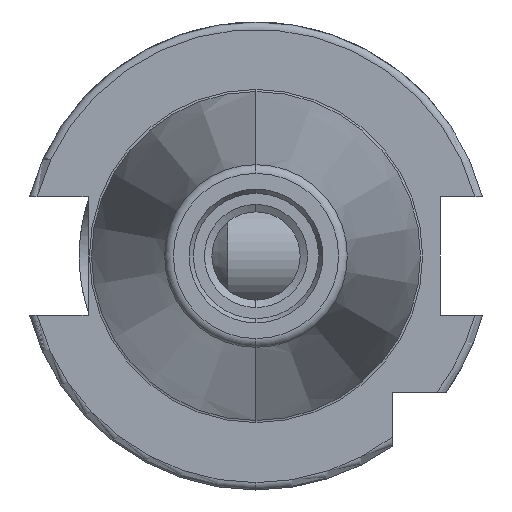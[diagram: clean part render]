
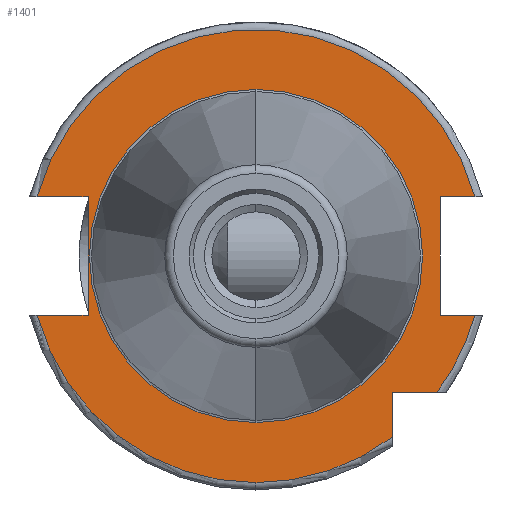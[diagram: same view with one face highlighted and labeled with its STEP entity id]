
A CAD part, left-side view. The second image highlights one B-rep face of the part: STEP entity #1401.
In plain terms, the highlighted planar face has unit normal (-1, 0, 0).
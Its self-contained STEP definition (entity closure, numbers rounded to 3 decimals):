
#551 = VERTEX_POINT ( 'NONE', #2005 ) ;
#555 = EDGE_CURVE ( 'NONE', #551, #556, #1987, .T. ) ;
#556 = VERTEX_POINT ( 'NONE', #1977 ) ;
#1337 = VERTEX_POINT ( 'NONE', #1880 ) ;
#1342 = ORIENTED_EDGE ( 'NONE', *, *, #1343, .F. ) ;
#1343 = EDGE_CURVE ( 'NONE', #1426, #1455, #1829, .T. ) ;
#1357 = ORIENTED_EDGE ( 'NONE', *, *, #1425, .T. ) ;
#1371 = VERTEX_POINT ( 'NONE', #1847 ) ;
#1372 = EDGE_CURVE ( 'NONE', #1337, #1403, #1846, .T. ) ;
#1375 = EDGE_LOOP ( 'NONE', ( #1385, #1436 ) ) ;
#1385 = ORIENTED_EDGE ( 'NONE', *, *, #1386, .F. ) ;
#1386 = EDGE_CURVE ( 'NONE', #556, #551, #2115, .T. ) ;
#1401 = ADVANCED_FACE ( 'NONE', ( #2173, #2172 ), #2179, .F. ) ;
#1402 = EDGE_CURVE ( 'NONE', #1371, #1403, #2184, .T. ) ;
#1403 = VERTEX_POINT ( 'NONE', #2193 ) ;
#1425 = EDGE_CURVE ( 'NONE', #1426, #1337, #2283, .T. ) ;
#1426 = VERTEX_POINT ( 'NONE', #2284 ) ;
#1435 = EDGE_LOOP ( 'NONE', ( #1342, #1357, #1454, #1441, #3287, #3336, #3364, #3353, #3367, #3387, #3383, #3385 ) ) ;
#1436 = ORIENTED_EDGE ( 'NONE', *, *, #555, .F. ) ;
#1441 = ORIENTED_EDGE ( 'NONE', *, *, #1402, .F. ) ;
#1454 = ORIENTED_EDGE ( 'NONE', *, *, #1372, .T. ) ;
#1455 = VERTEX_POINT ( 'NONE', #2324 ) ;
#1822 = DIRECTION ( 'NONE',  ( 0., 0., -1. ) ) ;
#1823 = DIRECTION ( 'NONE',  ( -1., 0., 0. ) ) ;
#1824 = CARTESIAN_POINT ( 'NONE',  ( 3.2, 0., 0. ) ) ;
#1825 = AXIS2_PLACEMENT_3D ( 'NONE', #1824, #1823, #1822 ) ;
#1827 = VECTOR ( 'NONE', #1830, 1000. ) ;
#1828 = CARTESIAN_POINT ( 'NONE',  ( 3.2, 0., -8.05 ) ) ;
#1829 = LINE ( 'NONE', #1828, #1827 ) ;
#1830 = DIRECTION ( 'NONE',  ( 0., -1., 0. ) ) ;
#1846 = CIRCLE ( 'NONE', #1825, 30.775 ) ;
#1847 = CARTESIAN_POINT ( 'NONE',  ( 3.2, -18.5, -18.5 ) ) ;
#1880 = CARTESIAN_POINT ( 'NONE',  ( 3.2, 0., -30.775 ) ) ;
#1977 = CARTESIAN_POINT ( 'NONE',  ( 3.2, 0., -22.625 ) ) ;
#1978 = DIRECTION ( 'NONE',  ( 0., 0., -1. ) ) ;
#1980 = CARTESIAN_POINT ( 'NONE',  ( 3.2, 0., 0. ) ) ;
#1986 = DIRECTION ( 'NONE',  ( -1., 0., 0. ) ) ;
#1987 = CIRCLE ( 'NONE', #1992, 22.625 ) ;
#1992 = AXIS2_PLACEMENT_3D ( 'NONE', #1980, #1986, #1978 ) ;
#2005 = CARTESIAN_POINT ( 'NONE',  ( 3.2, 0., 22.625 ) ) ;
#2112 = DIRECTION ( 'NONE',  ( -1., 0., 0. ) ) ;
#2113 = CARTESIAN_POINT ( 'NONE',  ( 3.2, 0., 0. ) ) ;
#2114 = AXIS2_PLACEMENT_3D ( 'NONE', #2113, #2112, #2150 ) ;
#2115 = CIRCLE ( 'NONE', #2114, 22.625 ) ;
#2116 = VECTOR ( 'NONE', #2135, 1000. ) ;
#2135 = DIRECTION ( 'NONE',  ( 0., 0., -1. ) ) ;
#2150 = DIRECTION ( 'NONE',  ( 0., 0., -1. ) ) ;
#2170 = CARTESIAN_POINT ( 'NONE',  ( 3.2, 0., 30.775 ) ) ;
#2171 = AXIS2_PLACEMENT_3D ( 'NONE', #2170, #2178, #2186 ) ;
#2172 = FACE_OUTER_BOUND ( 'NONE', #1435, .T. ) ;
#2173 = FACE_BOUND ( 'NONE', #1375, .T. ) ;
#2178 = DIRECTION ( 'NONE',  ( 1., 0., 0. ) ) ;
#2179 = PLANE ( 'NONE',  #2171 ) ;
#2183 = CARTESIAN_POINT ( 'NONE',  ( 3.2, -18.5, -18.5 ) ) ;
#2184 = LINE ( 'NONE', #2183, #2116 ) ;
#2186 = DIRECTION ( 'NONE',  ( 0., 0., 1. ) ) ;
#2193 = CARTESIAN_POINT ( 'NONE',  ( 3.2, -18.5, -24.594 ) ) ;
#2282 = AXIS2_PLACEMENT_3D ( 'NONE', #2287, #2285, #2288 ) ;
#2283 = CIRCLE ( 'NONE', #2282, 30.775 ) ;
#2284 = CARTESIAN_POINT ( 'NONE',  ( 3.2, 29.704, -8.05 ) ) ;
#2285 = DIRECTION ( 'NONE',  ( -1., 0., 0. ) ) ;
#2287 = CARTESIAN_POINT ( 'NONE',  ( 3.2, 0., 0. ) ) ;
#2288 = DIRECTION ( 'NONE',  ( 0., 0., -1. ) ) ;
#2324 = CARTESIAN_POINT ( 'NONE',  ( 3.2, 22.8, -8.05 ) ) ;
#2375 = CARTESIAN_POINT ( 'NONE',  ( 3.2, -25., -8.05 ) ) ;
#2427 = DIRECTION ( 'NONE',  ( 0., 1., 0. ) ) ;
#2428 = CARTESIAN_POINT ( 'NONE',  ( 3.2, -25.834, -18.5 ) ) ;
#2429 = LINE ( 'NONE', #2428, #2437 ) ;
#2431 = CARTESIAN_POINT ( 'NONE',  ( 3.2, -24.594, -18.5 ) ) ;
#2437 = VECTOR ( 'NONE', #2427, 1000. ) ;
#2480 = CIRCLE ( 'NONE', #2508, 30.775 ) ;
#2507 = CARTESIAN_POINT ( 'NONE',  ( 3.2, 0., 0. ) ) ;
#2508 = AXIS2_PLACEMENT_3D ( 'NONE', #2507, #2514, #2513 ) ;
#2513 = DIRECTION ( 'NONE',  ( 0., 0., -1. ) ) ;
#2514 = DIRECTION ( 'NONE',  ( -1., 0., 0. ) ) ;
#2523 = DIRECTION ( 'NONE',  ( -1., 0., 0. ) ) ;
#2524 = AXIS2_PLACEMENT_3D ( 'NONE', #2525, #2523, #2530 ) ;
#2525 = CARTESIAN_POINT ( 'NONE',  ( 3.2, 0., 0. ) ) ;
#2526 = CIRCLE ( 'NONE', #2524, 30.775 ) ;
#2530 = DIRECTION ( 'NONE',  ( 0., 0., -1. ) ) ;
#2597 = DIRECTION ( 'NONE',  ( 0., 0., -1. ) ) ;
#2599 = VECTOR ( 'NONE', #2597, 1000. ) ;
#2600 = LINE ( 'NONE', #2610, #2599 ) ;
#2609 = CARTESIAN_POINT ( 'NONE',  ( 3.2, -25., 8.05 ) ) ;
#2610 = CARTESIAN_POINT ( 'NONE',  ( 3.2, -25., 30.775 ) ) ;
#2644 = CARTESIAN_POINT ( 'NONE',  ( 3.2, -29.704, -8.05 ) ) ;
#2697 = DIRECTION ( 'NONE',  ( 0., 1., 0. ) ) ;
#2698 = VECTOR ( 'NONE', #2697, 1000. ) ;
#2700 = CARTESIAN_POINT ( 'NONE',  ( 3.2, 0., -8.05 ) ) ;
#2701 = LINE ( 'NONE', #2700, #2698 ) ;
#2749 = CARTESIAN_POINT ( 'NONE',  ( 3.2, 0., 8.05 ) ) ;
#2750 = LINE ( 'NONE', #2749, #2760 ) ;
#2757 = CARTESIAN_POINT ( 'NONE',  ( 3.2, 22.8, 8.05 ) ) ;
#2758 = CARTESIAN_POINT ( 'NONE',  ( 3.2, 29.704, 8.05 ) ) ;
#2759 = DIRECTION ( 'NONE',  ( 0., -1., 0. ) ) ;
#2760 = VECTOR ( 'NONE', #2759, 1000. ) ;
#2769 = DIRECTION ( 'NONE',  ( 0., 1., 0. ) ) ;
#2796 = CARTESIAN_POINT ( 'NONE',  ( 3.2, 0., 8.05 ) ) ;
#2797 = CARTESIAN_POINT ( 'NONE',  ( 3.2, -29.704, 8.05 ) ) ;
#2798 = VECTOR ( 'NONE', #2769, 1000. ) ;
#2800 = LINE ( 'NONE', #2796, #2798 ) ;
#2825 = CARTESIAN_POINT ( 'NONE',  ( 3.2, 22.8, 30.775 ) ) ;
#2826 = LINE ( 'NONE', #2825, #2828 ) ;
#2827 = DIRECTION ( 'NONE',  ( 0., 0., -1. ) ) ;
#2828 = VECTOR ( 'NONE', #2827, 1000. ) ;
#3287 = ORIENTED_EDGE ( 'NONE', *, *, #3338, .F. ) ;
#3332 = VERTEX_POINT ( 'NONE', #2375 ) ;
#3336 = ORIENTED_EDGE ( 'NONE', *, *, #3365, .T. ) ;
#3338 = EDGE_CURVE ( 'NONE', #3339, #1371, #2429, .T. ) ;
#3339 = VERTEX_POINT ( 'NONE', #2431 ) ;
#3353 = ORIENTED_EDGE ( 'NONE', *, *, #3361, .F. ) ;
#3361 = EDGE_CURVE ( 'NONE', #3362, #3332, #2600, .T. ) ;
#3362 = VERTEX_POINT ( 'NONE', #2609 ) ;
#3364 = ORIENTED_EDGE ( 'NONE', *, *, #3372, .T. ) ;
#3365 = EDGE_CURVE ( 'NONE', #3339, #3366, #2480, .T. ) ;
#3366 = VERTEX_POINT ( 'NONE', #2644 ) ;
#3367 = ORIENTED_EDGE ( 'NONE', *, *, #3388, .T. ) ;
#3372 = EDGE_CURVE ( 'NONE', #3366, #3332, #2701, .T. ) ;
#3383 = ORIENTED_EDGE ( 'NONE', *, *, #3393, .F. ) ;
#3384 = VERTEX_POINT ( 'NONE', #2757 ) ;
#3385 = ORIENTED_EDGE ( 'NONE', *, *, #3397, .T. ) ;
#3387 = ORIENTED_EDGE ( 'NONE', *, *, #3392, .T. ) ;
#3388 = EDGE_CURVE ( 'NONE', #3362, #3398, #2750, .T. ) ;
#3391 = VERTEX_POINT ( 'NONE', #2758 ) ;
#3392 = EDGE_CURVE ( 'NONE', #3398, #3391, #2526, .T. ) ;
#3393 = EDGE_CURVE ( 'NONE', #3384, #3391, #2800, .T. ) ;
#3397 = EDGE_CURVE ( 'NONE', #3384, #1455, #2826, .T. ) ;
#3398 = VERTEX_POINT ( 'NONE', #2797 ) ;
